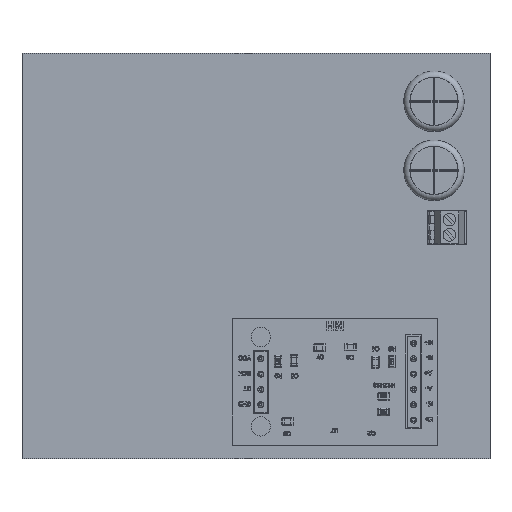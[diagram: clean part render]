
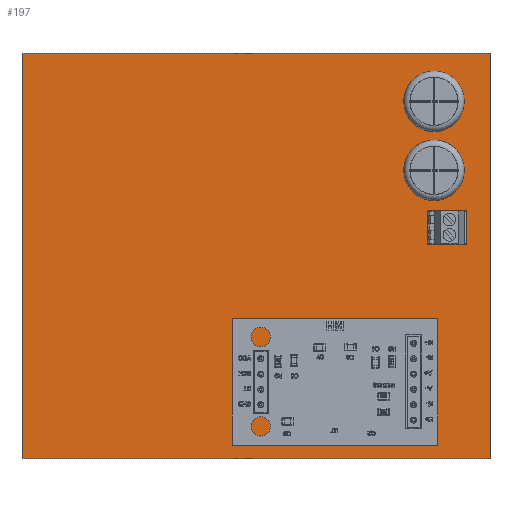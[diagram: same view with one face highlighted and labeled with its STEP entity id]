
A CAD part, top view. The second image highlights one B-rep face of the part: STEP entity #197.
In plain terms, the highlighted planar face has unit normal (0, 0, 1).
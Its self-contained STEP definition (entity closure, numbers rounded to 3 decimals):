
#68 = VERTEX_POINT('',#69);
#69 = CARTESIAN_POINT('',(-77.47,-67.183,0.411));
#75 = EDGE_CURVE('',#68,#76,#78,.T.);
#76 = VERTEX_POINT('',#77);
#77 = CARTESIAN_POINT('',(-77.47,0.,0.411));
#78 = LINE('',#79,#80);
#79 = CARTESIAN_POINT('',(-77.47,-67.183,0.411));
#80 = VECTOR('',#81,1.);
#81 = DIRECTION('',(0.,1.,0.));
#106 = EDGE_CURVE('',#76,#107,#109,.T.);
#107 = VERTEX_POINT('',#108);
#108 = CARTESIAN_POINT('',(0.,0.,0.411));
#109 = LINE('',#110,#111);
#110 = CARTESIAN_POINT('',(-77.47,0.,0.411));
#111 = VECTOR('',#112,1.);
#112 = DIRECTION('',(1.,0.,0.));
#137 = EDGE_CURVE('',#107,#138,#140,.T.);
#138 = VERTEX_POINT('',#139);
#139 = CARTESIAN_POINT('',(0.,-67.183,0.411));
#140 = LINE('',#141,#142);
#141 = CARTESIAN_POINT('',(0.,0.,0.411));
#142 = VECTOR('',#143,1.);
#143 = DIRECTION('',(0.,-1.,0.));
#168 = EDGE_CURVE('',#138,#68,#169,.T.);
#169 = LINE('',#170,#171);
#170 = CARTESIAN_POINT('',(0.,-67.183,0.411));
#171 = VECTOR('',#172,1.);
#172 = DIRECTION('',(-1.,0.,0.));
#197 = ADVANCED_FACE('',(#198),#204,.T.);
#198 = FACE_BOUND('',#199,.F.);
#199 = EDGE_LOOP('',(#200,#201,#202,#203));
#200 = ORIENTED_EDGE('',*,*,#75,.T.);
#201 = ORIENTED_EDGE('',*,*,#106,.T.);
#202 = ORIENTED_EDGE('',*,*,#137,.T.);
#203 = ORIENTED_EDGE('',*,*,#168,.T.);
#204 = PLANE('',#205);
#205 = AXIS2_PLACEMENT_3D('',#206,#207,#208);
#206 = CARTESIAN_POINT('',(-77.47,-67.183,0.411));
#207 = DIRECTION('',(0.,0.,1.));
#208 = DIRECTION('',(1.,0.,0.));
